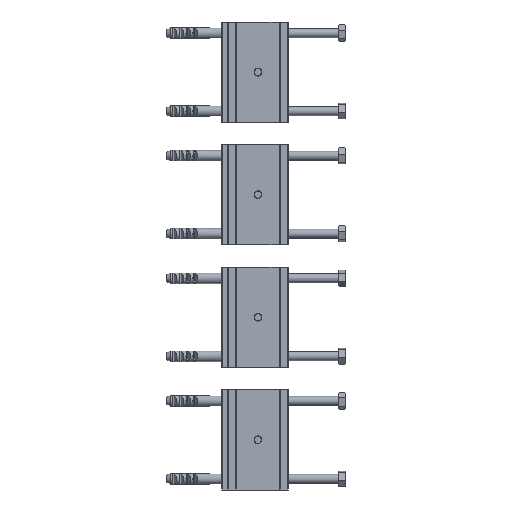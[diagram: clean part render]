
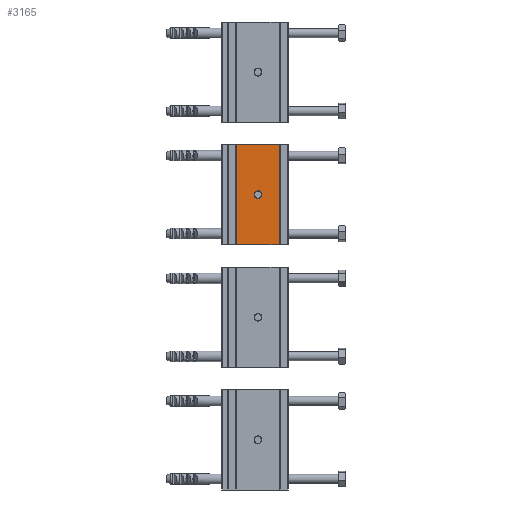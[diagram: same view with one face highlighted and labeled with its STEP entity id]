
A CAD part, front view. The second image highlights one B-rep face of the part: STEP entity #3165.
In plain terms, the highlighted planar face has unit normal (0, -1, 0).
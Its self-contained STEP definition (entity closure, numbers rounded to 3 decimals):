
#383=FACE_BOUND('',#648,.T.);
#398=PLANE('',#3477);
#470=FACE_OUTER_BOUND('',#647,.T.);
#647=EDGE_LOOP('',(#2136,#2137,#2138,#2139));
#648=EDGE_LOOP('',(#2140));
#840=LINE('',#4588,#1009);
#841=LINE('',#4592,#1010);
#842=LINE('',#4594,#1011);
#843=LINE('',#4595,#1012);
#1009=VECTOR('',#3808,10.);
#1010=VECTOR('',#3813,10.);
#1011=VECTOR('',#3814,10.);
#1012=VECTOR('',#3815,10.);
#1179=CIRCLE('',#3472,3.324);
#1292=VERTEX_POINT('',#4572);
#1297=VERTEX_POINT('',#4585);
#1298=VERTEX_POINT('',#4587);
#1299=VERTEX_POINT('',#4591);
#1300=VERTEX_POINT('',#4593);
#1628=EDGE_CURVE('',#1292,#1292,#1179,.T.);
#1634=EDGE_CURVE('',#1298,#1297,#840,.T.);
#1636=EDGE_CURVE('',#1297,#1299,#841,.T.);
#1637=EDGE_CURVE('',#1300,#1299,#842,.T.);
#1638=EDGE_CURVE('',#1300,#1298,#843,.T.);
#2136=ORIENTED_EDGE('',*,*,#1636,.T.);
#2137=ORIENTED_EDGE('',*,*,#1637,.F.);
#2138=ORIENTED_EDGE('',*,*,#1638,.T.);
#2139=ORIENTED_EDGE('',*,*,#1634,.T.);
#2140=ORIENTED_EDGE('',*,*,#1628,.T.);
#3165=ADVANCED_FACE('',(#470,#383),#398,.T.);
#3472=AXIS2_PLACEMENT_3D('',#4574,#3796,#3797);
#3477=AXIS2_PLACEMENT_3D('',#4590,#3811,#3812);
#3796=DIRECTION('center_axis',(0.,1.,0.));
#3797=DIRECTION('ref_axis',(1.,0.,0.));
#3808=DIRECTION('',(0.,0.,1.));
#3811=DIRECTION('center_axis',(0.,-1.,0.));
#3812=DIRECTION('ref_axis',(0.,0.,-1.));
#3813=DIRECTION('',(-1.,0.,0.));
#3814=DIRECTION('',(0.,0.,1.));
#3815=DIRECTION('',(1.,0.,0.));
#4572=CARTESIAN_POINT('',(310.853,184.439,45.));
#4574=CARTESIAN_POINT('Origin',(314.176,184.439,45.));
#4585=CARTESIAN_POINT('',(333.306,184.439,90.));
#4587=CARTESIAN_POINT('',(333.306,184.439,0.));
#4588=CARTESIAN_POINT('',(333.306,184.439,0.));
#4590=CARTESIAN_POINT('Origin',(333.306,184.439,0.));
#4591=CARTESIAN_POINT('',(295.306,184.439,90.));
#4592=CARTESIAN_POINT('',(295.306,184.439,90.));
#4593=CARTESIAN_POINT('',(295.306,184.439,0.));
#4594=CARTESIAN_POINT('',(295.306,184.439,0.));
#4595=CARTESIAN_POINT('',(295.306,184.439,0.));
